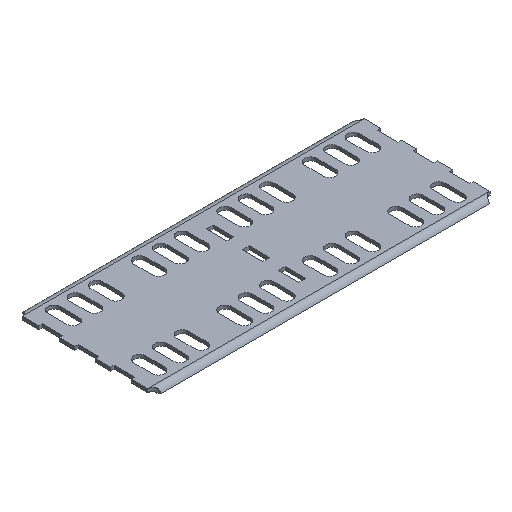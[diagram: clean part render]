
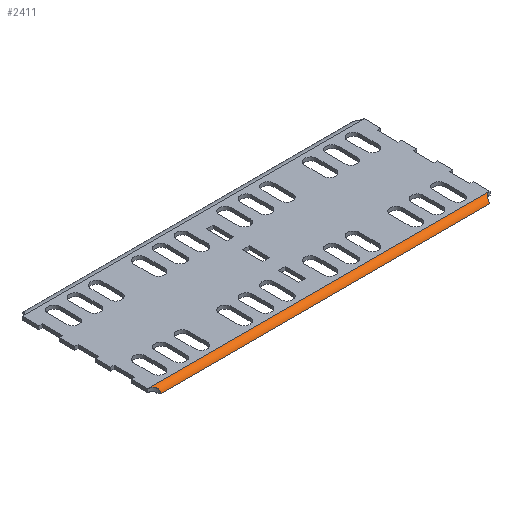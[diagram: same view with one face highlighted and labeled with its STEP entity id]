
A CAD part, isometric view. The second image highlights one B-rep face of the part: STEP entity #2411.
In plain terms, the highlighted cylindrical face has radius 4 mm (diameter 8 mm), a partial arc.
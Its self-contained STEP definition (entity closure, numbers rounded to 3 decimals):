
#2=DIRECTION('',(1.,0.,0.));
#3=VECTOR('',#2,200.);
#4=CARTESIAN_POINT('',(0.,4.,0.));
#5=LINE('',#4,#3);
#6=DIRECTION('',(-1.,0.,0.));
#7=VECTOR('',#6,192.021);
#8=CARTESIAN_POINT('',(196.011,0.293,-2.498));
#9=LINE('',#8,#7);
#10=CARTESIAN_POINT('',(0.,4.,0.));
#11=CARTESIAN_POINT('',(0.386,4.,0.));
#12=CARTESIAN_POINT('',(1.109,3.891,0.002));
#13=CARTESIAN_POINT('',(2.058,3.479,-0.023));
#14=CARTESIAN_POINT('',(2.835,2.875,-0.14));
#15=CARTESIAN_POINT('',(3.41,2.151,-0.42));
#16=CARTESIAN_POINT('',(3.769,1.408,-0.907));
#17=CARTESIAN_POINT('',(3.943,0.752,-1.598));
#18=CARTESIAN_POINT('',(3.98,0.421,-2.182));
#19=CARTESIAN_POINT('',(3.989,0.293,-2.498));
#1193=CARTESIAN_POINT('',(196.011,0.293,
-2.498));
#1198=CARTESIAN_POINT('',(200.,4.,0.));
#1199=CARTESIAN_POINT('',(199.619,4.,0.));
#1200=CARTESIAN_POINT('',(198.883,3.89,0.002));
#1201=CARTESIAN_POINT('',(197.938,3.476,
-0.023));
#1202=CARTESIAN_POINT('',(197.161,2.872,
-0.141));
#1203=CARTESIAN_POINT('',(196.588,2.148,
-0.422));
#1204=CARTESIAN_POINT('',(196.23,1.407,
-0.908));
#1205=CARTESIAN_POINT('',(196.057,0.751,
-1.601));
#1206=CARTESIAN_POINT('',(196.02,0.423,
-2.177));
#1207=CARTESIAN_POINT('',(196.011,0.293,
-2.498));
#1846=VERTEX_POINT('',#10);
#1847=VERTEX_POINT('',#19);
#2120=VERTEX_POINT('',#1193);
#2123=VERTEX_POINT('',#1198);
#2396=CARTESIAN_POINT('',(0.,4.,-4.));
#2397=DIRECTION('',(-1.,0.,0.));
#2398=DIRECTION('',(0.,0.,1.));
#2399=AXIS2_PLACEMENT_3D('',#2396,#2397,#2398);
#2400=CYLINDRICAL_SURFACE('',#2399,4.);
#2402=ORIENTED_EDGE('',*,*,#2401,.T.);
#2404=ORIENTED_EDGE('',*,*,#2403,.T.);
#2406=ORIENTED_EDGE('',*,*,#2405,.T.);
#2408=ORIENTED_EDGE('',*,*,#2407,.F.);
#2409=EDGE_LOOP('',(#2402,#2404,#2406,#2408));
#2410=FACE_OUTER_BOUND('',#2409,.F.);
#2411=ADVANCED_FACE('',(#2410),#2400,.T.);
#20=B_SPLINE_CURVE_WITH_KNOTS('',3,(#10,#11,#12,#13,#14,#15,#16,#17,#18,#19),
.UNSPECIFIED.,.F.,.F.,(4,1,1,1,1,1,1,4),(0.,0.143,
0.286,0.429,0.571,0.714,
0.857,1.),.UNSPECIFIED.);
#1208=B_SPLINE_CURVE_WITH_KNOTS('',3,(#1198,#1199,#1200,#1201,#1202,#1203,#1204,
#1205,#1206,#1207),.UNSPECIFIED.,.F.,.F.,(4,1,1,1,1,1,1,4),(0.,
0.143,0.286,0.429,0.571,
0.714,0.857,1.),.UNSPECIFIED.);
#2401=EDGE_CURVE('',#1846,#2123,#5,.T.);
#2403=EDGE_CURVE('',#2123,#2120,#1208,.T.);
#2405=EDGE_CURVE('',#2120,#1847,#9,.T.);
#2407=EDGE_CURVE('',#1846,#1847,#20,.T.);
